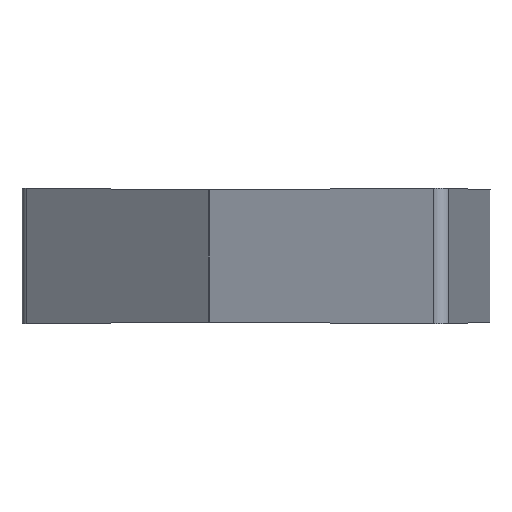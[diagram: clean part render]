
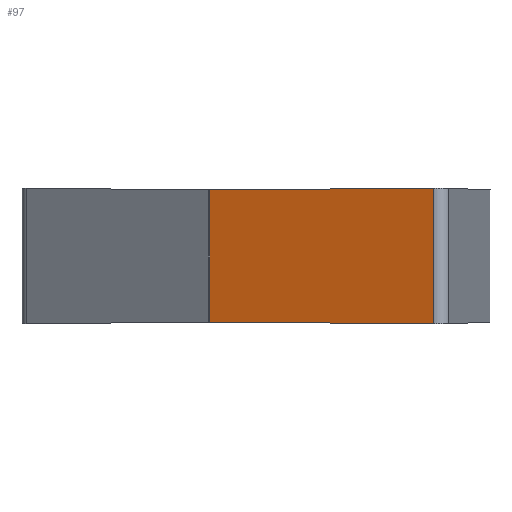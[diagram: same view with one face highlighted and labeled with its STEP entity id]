
A CAD part, left-side view. The second image highlights one B-rep face of the part: STEP entity #97.
In plain terms, the highlighted planar face has unit normal (-0.94, 0.342, 0).
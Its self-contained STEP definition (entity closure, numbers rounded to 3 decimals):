
#45=PLANE('',#488);
#56=FACE_OUTER_BOUND('',#128,.T.);
#63=LINE('',#14125,#75);
#67=LINE('',#14132,#79);
#75=VECTOR('',#503,1.);
#79=VECTOR('',#513,1.);
#97=ADVANCED_FACE('',(#56),#45,.T.);
#128=EDGE_LOOP('',(#250,#251,#252,#253,#254,#255,#256,#257));
#250=ORIENTED_EDGE('',*,*,#375,.F.);
#251=ORIENTED_EDGE('',*,*,#411,.F.);
#252=ORIENTED_EDGE('',*,*,#372,.F.);
#253=ORIENTED_EDGE('',*,*,#371,.F.);
#254=ORIENTED_EDGE('',*,*,#370,.F.);
#255=ORIENTED_EDGE('',*,*,#407,.T.);
#256=ORIENTED_EDGE('',*,*,#377,.F.);
#257=ORIENTED_EDGE('',*,*,#376,.F.);
#308=VERTEX_POINT('',#702);
#309=VERTEX_POINT('',#707);
#310=VERTEX_POINT('',#712);
#311=VERTEX_POINT('',#717);
#313=VERTEX_POINT('',#7351);
#314=VERTEX_POINT('',#7356);
#315=VERTEX_POINT('',#7361);
#316=VERTEX_POINT('',#7366);
#370=EDGE_CURVE('',#308,#309,#444,.T.);
#371=EDGE_CURVE('',#309,#310,#445,.T.);
#372=EDGE_CURVE('',#310,#311,#446,.T.);
#375=EDGE_CURVE('',#313,#314,#449,.T.);
#376=EDGE_CURVE('',#314,#315,#450,.T.);
#377=EDGE_CURVE('',#315,#316,#451,.T.);
#407=EDGE_CURVE('',#308,#316,#63,.T.);
#411=EDGE_CURVE('',#311,#313,#67,.T.);
#444=B_SPLINE_CURVE_WITH_KNOTS('',3,(#703,#704,#705,#706),.UNSPECIFIED.,
 .F.,.F.,(4,4),(0.,1.),.UNSPECIFIED.);
#445=B_SPLINE_CURVE_WITH_KNOTS('',3,(#708,#709,#710,#711),.UNSPECIFIED.,
 .F.,.F.,(4,4),(0.,1.),.UNSPECIFIED.);
#446=B_SPLINE_CURVE_WITH_KNOTS('',3,(#713,#714,#715,#716),.UNSPECIFIED.,
 .F.,.F.,(4,4),(0.,1.),.UNSPECIFIED.);
#449=B_SPLINE_CURVE_WITH_KNOTS('',3,(#7352,#7353,#7354,#7355),
 .UNSPECIFIED.,.F.,.F.,(4,4),(0.,1.),.UNSPECIFIED.);
#450=B_SPLINE_CURVE_WITH_KNOTS('',3,(#7357,#7358,#7359,#7360),
 .UNSPECIFIED.,.F.,.F.,(4,4),(0.,1.),.UNSPECIFIED.);
#451=B_SPLINE_CURVE_WITH_KNOTS('',3,(#7362,#7363,#7364,#7365),
 .UNSPECIFIED.,.F.,.F.,(4,4),(0.,1.),.UNSPECIFIED.);
#488=AXIS2_PLACEMENT_3D('',#14138,#522,#523);
#503=DIRECTION('',(0.,0.,-1.));
#513=DIRECTION('',(0.,0.,-1.));
#522=DIRECTION('',(-0.94,0.342,0.));
#523=DIRECTION('',(0.342,0.94,0.));
#702=CARTESIAN_POINT('',(-5.596,3.191,-0.144));
#703=CARTESIAN_POINT('',(-5.596,3.191,-0.144));
#704=CARTESIAN_POINT('',(-5.756,2.753,-0.145));
#705=CARTESIAN_POINT('',(-5.915,2.315,-0.145));
#706=CARTESIAN_POINT('',(-6.074,1.877,-0.144));
#707=CARTESIAN_POINT('',(-6.074,1.877,-0.144));
#708=CARTESIAN_POINT('',(-6.074,1.877,-0.144));
#709=CARTESIAN_POINT('',(-6.078,1.867,-0.144));
#710=CARTESIAN_POINT('',(-6.082,1.857,-0.144));
#711=CARTESIAN_POINT('',(-6.085,1.846,-0.144));
#712=CARTESIAN_POINT('',(-6.085,1.846,-0.144));
#713=CARTESIAN_POINT('',(-6.085,1.846,-0.144));
#714=CARTESIAN_POINT('',(-6.854,-0.266,-0.136));
#715=CARTESIAN_POINT('',(-7.623,-2.379,-0.108));
#716=CARTESIAN_POINT('',(-8.392,-4.491,-0.1));
#717=CARTESIAN_POINT('',(-8.392,-4.491,-0.1));
#7351=CARTESIAN_POINT('',(-8.392,-4.491,-4.76));
#7352=CARTESIAN_POINT('',(-8.392,-4.491,-4.76));
#7353=CARTESIAN_POINT('',(-7.623,-2.379,-4.754));
#7354=CARTESIAN_POINT('',(-6.854,-0.266,-4.725));
#7355=CARTESIAN_POINT('',(-6.085,1.846,-4.716));
#7356=CARTESIAN_POINT('',(-6.085,1.846,-4.716));
#7357=CARTESIAN_POINT('',(-6.085,1.846,-4.716));
#7358=CARTESIAN_POINT('',(-6.082,1.857,-4.716));
#7359=CARTESIAN_POINT('',(-6.078,1.867,-4.716));
#7360=CARTESIAN_POINT('',(-6.074,1.877,-4.716));
#7361=CARTESIAN_POINT('',(-6.074,1.877,-4.716));
#7362=CARTESIAN_POINT('',(-6.074,1.877,-4.716));
#7363=CARTESIAN_POINT('',(-5.915,2.315,-4.715));
#7364=CARTESIAN_POINT('',(-5.756,2.753,-4.715));
#7365=CARTESIAN_POINT('',(-5.596,3.191,-4.716));
#7366=CARTESIAN_POINT('',(-5.596,3.191,-4.716));
#14125=CARTESIAN_POINT('',(-5.596,3.191,0.1));
#14132=CARTESIAN_POINT('',(-8.392,-4.491,0.1));
#14138=CARTESIAN_POINT('',(-8.392,-4.491,0.1));
